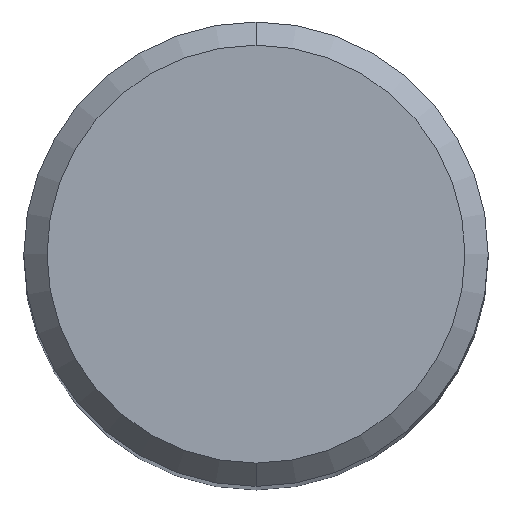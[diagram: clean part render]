
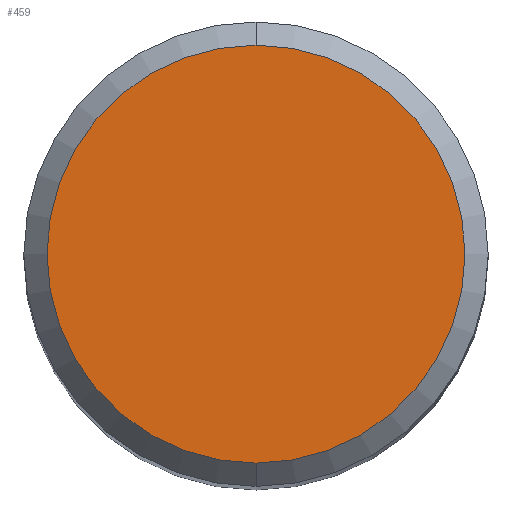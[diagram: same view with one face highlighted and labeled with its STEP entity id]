
A CAD part, top view. The second image highlights one B-rep face of the part: STEP entity #459.
In plain terms, the highlighted planar face has unit normal (0, 0, 1).
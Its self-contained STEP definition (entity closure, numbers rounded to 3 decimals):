
#189=VERTEX_POINT('',#497);
#319=EDGE_CURVE('',#189,#433,#641,.T.);
#337=EDGE_CURVE('',#433,#189,#660,.T.);
#433=VERTEX_POINT('',#766);
#459=ADVANCED_FACE('',(#795),#796,.T.);
#497=CARTESIAN_POINT('',(0.0,3.6,0.0));
#641=CIRCLE('',#1183,3.6);
#660=CIRCLE('',#1207,3.6);
#766=CARTESIAN_POINT('',(0.,-3.6,0.0));
#795=FACE_OUTER_BOUND('',#1448,.T.);
#796=PLANE('',#1449);
#1183=AXIS2_PLACEMENT_3D('',#1642,#1643,#1644);
#1207=AXIS2_PLACEMENT_3D('',#1661,#1662,#1663);
#1448=EDGE_LOOP('',(#1811,#1812));
#1449=AXIS2_PLACEMENT_3D('',#1813,#1814,#1815);
#1642=CARTESIAN_POINT('',(0.0,0.0,0.0));
#1643=DIRECTION('',(0.0,0.0,-1.0));
#1644=DIRECTION('',(0.0,1.0,0.0));
#1661=CARTESIAN_POINT('',(0.0,0.0,0.0));
#1662=DIRECTION('',(0.0,0.0,-1.0));
#1663=DIRECTION('',(0.0,1.0,0.0));
#1811=ORIENTED_EDGE('',*,*,#319,.F.);
#1812=ORIENTED_EDGE('',*,*,#337,.F.);
#1813=CARTESIAN_POINT('',(0.0,1.8,0.0));
#1814=DIRECTION('',(-0.0,0.0,1.0));
#1815=DIRECTION('',(0.0,-1.0,0.0));
